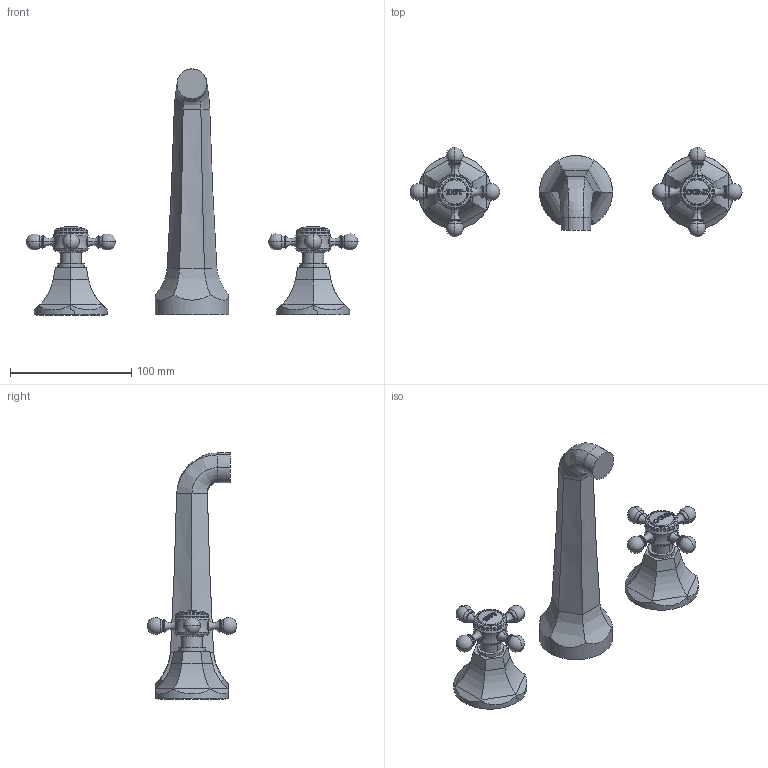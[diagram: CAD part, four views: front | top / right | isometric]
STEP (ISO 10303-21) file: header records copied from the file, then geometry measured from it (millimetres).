
FILE_DESCRIPTION((''),'2;1');
FILE_NAME('3-1221_SW0001','2020-11-25T17:17:49',('rsmith'),(''),'CREO PARAMETRIC BY PTC INC, 2018400','CREO PARAMETRIC BY PTC INC, 2018400','');
FILE_SCHEMA(('AUTOMOTIVE_DESIGN { 1 0 10303 214 1 1 1 1 }'));
Length unit declared in the file: inch
Products named in the file (1): 3-1221_SW0001
Bounding box: 274.04 x 74.04 x 203.2 mm (x, y, z)
Volume: 355306.8 mm3; surface area: 58528.3 mm2
Topology: 3 solids, 3 shells, 398 faces, 927 edges, 542 vertices
Faces by surface type: plane 108, cylinder 104, torus 78, cone 36, bspline 32, sphere 32, extrusion 8
Entity records: 20489 total; most frequent: CARTESIAN_POINT 6027, DIRECTION 1905, ORIENTED_EDGE 1814, PRESENTATION_STYLE_ASSIGNMENT 1291, STYLED_ITEM 910, CURVE_STYLE 907, EDGE_CURVE 907, AXIS2_PLACEMENT_3D 811
